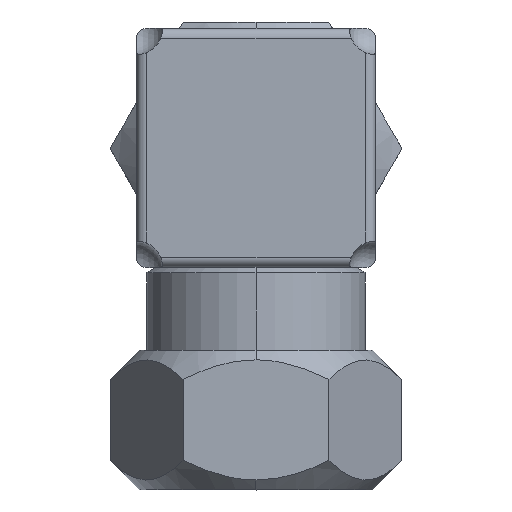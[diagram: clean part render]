
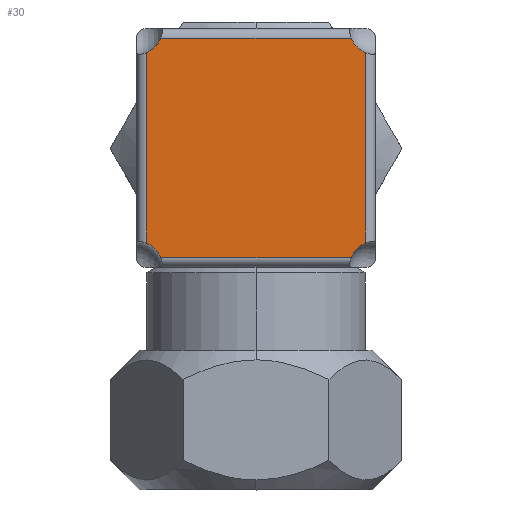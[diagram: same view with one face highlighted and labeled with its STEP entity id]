
A CAD part, top view. The second image highlights one B-rep face of the part: STEP entity #30.
In plain terms, the highlighted planar face has unit normal (0, 0, 1).
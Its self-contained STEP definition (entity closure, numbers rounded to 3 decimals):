
#30 = ADVANCED_FACE ( 'NONE', ( #920 ), #922, .T. ) ;
#34 = EDGE_LOOP ( 'NONE', ( #35, #172, #150, #171, #158, #179, #187, #180 ) ) ;
#35 = ORIENTED_EDGE ( 'NONE', *, *, #184, .T. ) ;
#149 = VERTEX_POINT ( 'NONE', #1170 ) ;
#150 = ORIENTED_EDGE ( 'NONE', *, *, #170, .T. ) ;
#158 = ORIENTED_EDGE ( 'NONE', *, *, #173, .T. ) ;
#163 = VERTEX_POINT ( 'NONE', #1195 ) ;
#166 = VERTEX_POINT ( 'NONE', #1189 ) ;
#168 = VERTEX_POINT ( 'NONE', #1250 ) ;
#169 = EDGE_CURVE ( 'NONE', #176, #166, #1246, .T. ) ;
#170 = EDGE_CURVE ( 'NONE', #166, #163, #1241, .T. ) ;
#171 = ORIENTED_EDGE ( 'NONE', *, *, #174, .T. ) ;
#172 = ORIENTED_EDGE ( 'NONE', *, *, #169, .T. ) ;
#173 = EDGE_CURVE ( 'NONE', #168, #149, #1237, .T. ) ;
#174 = EDGE_CURVE ( 'NONE', #163, #168, #1233, .T. ) ;
#175 = VERTEX_POINT ( 'NONE', #1228 ) ;
#176 = VERTEX_POINT ( 'NONE', #1227 ) ;
#178 = VERTEX_POINT ( 'NONE', #1226 ) ;
#179 = ORIENTED_EDGE ( 'NONE', *, *, #186, .T. ) ;
#180 = ORIENTED_EDGE ( 'NONE', *, *, #190, .T. ) ;
#182 = VERTEX_POINT ( 'NONE', #1278 ) ;
#184 = EDGE_CURVE ( 'NONE', #175, #176, #1277, .T. ) ;
#185 = EDGE_CURVE ( 'NONE', #178, #182, #1273, .T. ) ;
#186 = EDGE_CURVE ( 'NONE', #149, #178, #1269, .T. ) ;
#187 = ORIENTED_EDGE ( 'NONE', *, *, #185, .T. ) ;
#190 = EDGE_CURVE ( 'NONE', #182, #175, #1263, .T. ) ;
#902 = DIRECTION ( 'NONE',  ( 0., -1., 0. ) ) ;
#903 = DIRECTION ( 'NONE',  ( 0., 0., 1. ) ) ;
#918 = AXIS2_PLACEMENT_3D ( 'NONE', #919, #903, #902 ) ;
#919 = CARTESIAN_POINT ( 'NONE',  ( -68.912, 18., 18. ) ) ;
#920 = FACE_OUTER_BOUND ( 'NONE', #34, .T. ) ;
#922 = PLANE ( 'NONE',  #918 ) ;
#1170 = CARTESIAN_POINT ( 'NONE',  ( -14.344, 16.533, 18. ) ) ;
#1189 = CARTESIAN_POINT ( 'NONE',  ( 16.533, -14.344, 18. ) ) ;
#1195 = CARTESIAN_POINT ( 'NONE',  ( 16.533, 14.344, 18. ) ) ;
#1226 = CARTESIAN_POINT ( 'NONE',  ( -16.533, 14.344, 18. ) ) ;
#1227 = CARTESIAN_POINT ( 'NONE',  ( 14.344, -16.533, 18. ) ) ;
#1228 = CARTESIAN_POINT ( 'NONE',  ( -14.344, -16.533, 18. ) ) ;
#1229 = DIRECTION ( 'NONE',  ( 0., -1., 0. ) ) ;
#1230 = DIRECTION ( 'NONE',  ( 0., 0., -1. ) ) ;
#1231 = CARTESIAN_POINT ( 'NONE',  ( 18., 18., 18. ) ) ;
#1232 = AXIS2_PLACEMENT_3D ( 'NONE', #1231, #1230, #1229 ) ;
#1233 = CIRCLE ( 'NONE', #1232, 3.939 ) ;
#1234 = DIRECTION ( 'NONE',  ( -1., 0., 0. ) ) ;
#1235 = VECTOR ( 'NONE', #1234, 1000. ) ;
#1236 = CARTESIAN_POINT ( 'NONE',  ( -68.912, 16.533, 18. ) ) ;
#1237 = LINE ( 'NONE', #1236, #1235 ) ;
#1238 = DIRECTION ( 'NONE',  ( 0., 1., 0. ) ) ;
#1239 = VECTOR ( 'NONE', #1238, 1000. ) ;
#1240 = CARTESIAN_POINT ( 'NONE',  ( 16.533, 18., 18. ) ) ;
#1241 = LINE ( 'NONE', #1240, #1239 ) ;
#1242 = DIRECTION ( 'NONE',  ( 0., -1., 0. ) ) ;
#1243 = DIRECTION ( 'NONE',  ( 0., 0., -1. ) ) ;
#1244 = CARTESIAN_POINT ( 'NONE',  ( 18., -18., 18. ) ) ;
#1245 = AXIS2_PLACEMENT_3D ( 'NONE', #1244, #1243, #1242 ) ;
#1246 = CIRCLE ( 'NONE', #1245, 3.939 ) ;
#1250 = CARTESIAN_POINT ( 'NONE',  ( 14.344, 16.533, 18. ) ) ;
#1259 = DIRECTION ( 'NONE',  ( 0., -1., 0. ) ) ;
#1260 = DIRECTION ( 'NONE',  ( 0., 0., -1. ) ) ;
#1261 = CARTESIAN_POINT ( 'NONE',  ( -18., -18., 18. ) ) ;
#1262 = AXIS2_PLACEMENT_3D ( 'NONE', #1261, #1260, #1259 ) ;
#1263 = CIRCLE ( 'NONE', #1262, 3.939 ) ;
#1265 = DIRECTION ( 'NONE',  ( 0., -1., 0. ) ) ;
#1266 = DIRECTION ( 'NONE',  ( 0., 0., -1. ) ) ;
#1267 = CARTESIAN_POINT ( 'NONE',  ( -18., 18., 18. ) ) ;
#1268 = AXIS2_PLACEMENT_3D ( 'NONE', #1267, #1266, #1265 ) ;
#1269 = CIRCLE ( 'NONE', #1268, 3.939 ) ;
#1270 = DIRECTION ( 'NONE',  ( 0., -1., 0. ) ) ;
#1271 = VECTOR ( 'NONE', #1270, 1000. ) ;
#1272 = CARTESIAN_POINT ( 'NONE',  ( -16.533, -18., 18. ) ) ;
#1273 = LINE ( 'NONE', #1272, #1271 ) ;
#1274 = DIRECTION ( 'NONE',  ( 1., 0., 0. ) ) ;
#1275 = VECTOR ( 'NONE', #1274, 1000. ) ;
#1276 = CARTESIAN_POINT ( 'NONE',  ( -68.912, -16.533, 18. ) ) ;
#1277 = LINE ( 'NONE', #1276, #1275 ) ;
#1278 = CARTESIAN_POINT ( 'NONE',  ( -16.533, -14.344, 18. ) ) ;
